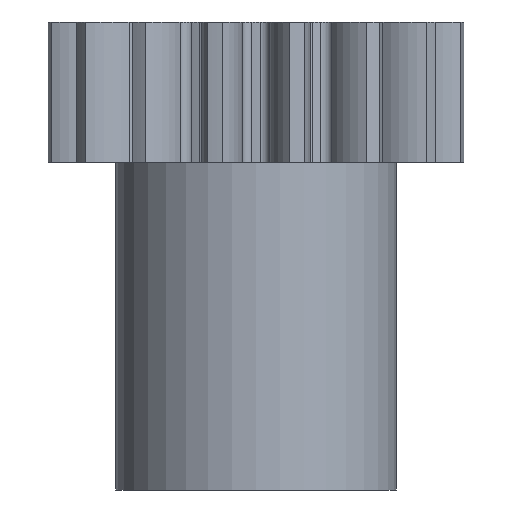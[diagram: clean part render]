
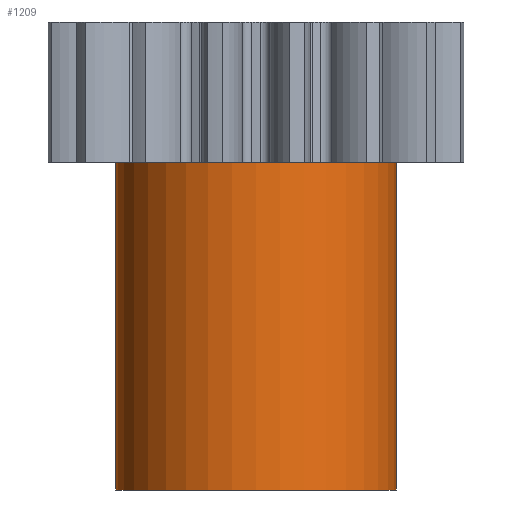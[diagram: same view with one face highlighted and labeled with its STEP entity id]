
A CAD part, front view. The second image highlights one B-rep face of the part: STEP entity #1209.
In plain terms, the highlighted cylindrical face has radius 3 mm (diameter 6 mm), a partial arc.
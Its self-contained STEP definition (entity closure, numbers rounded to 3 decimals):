
#1061 = EDGE_CURVE ( 'NONE', #1167, #1447, #3152, .T. ) ;
#1151 = EDGE_CURVE ( 'NONE', #1442, #1447, #3378, .T. ) ;
#1161 = VERTEX_POINT ( 'NONE', #3382 ) ;
#1166 = EDGE_CURVE ( 'NONE', #1161, #1167, #3594, .T. ) ;
#1167 = VERTEX_POINT ( 'NONE', #3595 ) ;
#1198 = ORIENTED_EDGE ( 'NONE', *, *, #1201, .T. ) ;
#1201 = EDGE_CURVE ( 'NONE', #1161, #1442, #3420, .T. ) ;
#1209 = ADVANCED_FACE ( 'NONE', ( #3409 ), #3413, .T. ) ;
#1227 = EDGE_LOOP ( 'NONE', ( #1247, #1198, #1437, #1239 ) ) ;
#1239 = ORIENTED_EDGE ( 'NONE', *, *, #1061, .F. ) ;
#1247 = ORIENTED_EDGE ( 'NONE', *, *, #1166, .F. ) ;
#1437 = ORIENTED_EDGE ( 'NONE', *, *, #1151, .T. ) ;
#1442 = VERTEX_POINT ( 'NONE', #3900 ) ;
#1447 = VERTEX_POINT ( 'NONE', #3862 ) ;
#3133 = DIRECTION ( 'NONE',  ( 1., 0., 0. ) ) ;
#3134 = DIRECTION ( 'NONE',  ( 0., 0., 1. ) ) ;
#3135 = CARTESIAN_POINT ( 'NONE',  ( 0., 0., 0. ) ) ;
#3145 = AXIS2_PLACEMENT_3D ( 'NONE', #3135, #3134, #3133 ) ;
#3152 = CIRCLE ( 'NONE', #3145, 3. ) ;
#3372 = DIRECTION ( 'NONE',  ( 0., 0., 1. ) ) ;
#3377 = CARTESIAN_POINT ( 'NONE',  ( 3., 0., -7. ) ) ;
#3378 = LINE ( 'NONE', #3377, #3535 ) ;
#3382 = CARTESIAN_POINT ( 'NONE',  ( -3., 0., -7. ) ) ;
#3397 = DIRECTION ( 'NONE',  ( 1., 0., 0. ) ) ;
#3398 = DIRECTION ( 'NONE',  ( 0., 0., 1. ) ) ;
#3399 = CARTESIAN_POINT ( 'NONE',  ( 0., 0., -7. ) ) ;
#3409 = FACE_OUTER_BOUND ( 'NONE', #1227, .T. ) ;
#3413 = CYLINDRICAL_SURFACE ( 'NONE', #3427, 3. ) ;
#3417 = DIRECTION ( 'NONE',  ( 1., 0., 0. ) ) ;
#3418 = DIRECTION ( 'NONE',  ( 0., 0., 1. ) ) ;
#3419 = AXIS2_PLACEMENT_3D ( 'NONE', #3424, #3418, #3417 ) ;
#3420 = CIRCLE ( 'NONE', #3419, 3. ) ;
#3424 = CARTESIAN_POINT ( 'NONE',  ( 0., 0., -7. ) ) ;
#3427 = AXIS2_PLACEMENT_3D ( 'NONE', #3399, #3398, #3397 ) ;
#3535 = VECTOR ( 'NONE', #3372, 1000. ) ;
#3591 = DIRECTION ( 'NONE',  ( 0., 0., 1. ) ) ;
#3592 = VECTOR ( 'NONE', #3591, 1000. ) ;
#3593 = CARTESIAN_POINT ( 'NONE',  ( -3., 0., -7. ) ) ;
#3594 = LINE ( 'NONE', #3593, #3592 ) ;
#3595 = CARTESIAN_POINT ( 'NONE',  ( -3., 0., 0. ) ) ;
#3862 = CARTESIAN_POINT ( 'NONE',  ( 3., 0., 0. ) ) ;
#3900 = CARTESIAN_POINT ( 'NONE',  ( 3., 0., -7. ) ) ;
